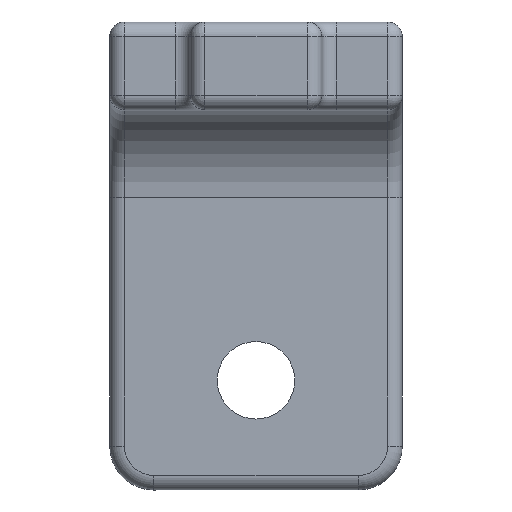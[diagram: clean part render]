
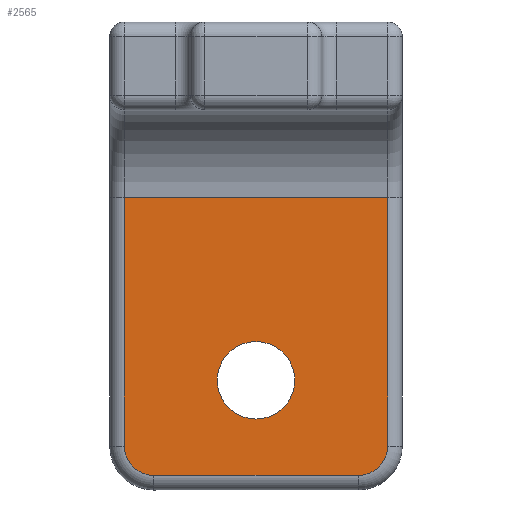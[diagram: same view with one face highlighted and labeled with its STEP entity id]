
A CAD part, front view. The second image highlights one B-rep face of the part: STEP entity #2565.
In plain terms, the highlighted planar face has unit normal (0, -1, 0).
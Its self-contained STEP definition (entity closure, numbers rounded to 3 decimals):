
#229=FACE_BOUND('',#893,.T.);
#241=PLANE('',#2802);
#278=LINE('',#3402,#463);
#305=LINE('',#3526,#490);
#306=LINE('',#3528,#491);
#319=LINE('',#3550,#504);
#463=VECTOR('',#2921,10.);
#490=VECTOR('',#3066,10.);
#491=VECTOR('',#3069,10.);
#504=VECTOR('',#3096,10.);
#735=FACE_OUTER_BOUND('',#892,.T.);
#892=EDGE_LOOP('',(#1918,#1919,#1920,#1921,#1922,#1923));
#893=EDGE_LOOP('',(#1924));
#1018=CIRCLE('',#2701,2.);
#1033=CIRCLE('',#2725,2.);
#1072=CIRCLE('',#2803,2.65);
#1086=VERTEX_POINT('',#3360);
#1087=VERTEX_POINT('',#3362);
#1100=VERTEX_POINT('',#3398);
#1101=VERTEX_POINT('',#3408);
#1102=VERTEX_POINT('',#3409);
#1118=VERTEX_POINT('',#3447);
#1146=VERTEX_POINT('',#3586);
#1334=EDGE_CURVE('',#1086,#1087,#1018,.T.);
#1353=EDGE_CURVE('',#1100,#1086,#278,.T.);
#1357=EDGE_CURVE('',#1101,#1102,#1033,.T.);
#1416=EDGE_CURVE('',#1102,#1118,#305,.T.);
#1417=EDGE_CURVE('',#1118,#1100,#306,.T.);
#1431=EDGE_CURVE('',#1087,#1101,#319,.T.);
#1451=EDGE_CURVE('',#1146,#1146,#1072,.T.);
#1918=ORIENTED_EDGE('',*,*,#1357,.F.);
#1919=ORIENTED_EDGE('',*,*,#1431,.F.);
#1920=ORIENTED_EDGE('',*,*,#1334,.F.);
#1921=ORIENTED_EDGE('',*,*,#1353,.F.);
#1922=ORIENTED_EDGE('',*,*,#1417,.F.);
#1923=ORIENTED_EDGE('',*,*,#1416,.F.);
#1924=ORIENTED_EDGE('',*,*,#1451,.T.);
#2565=ADVANCED_FACE('',(#735,#229),#241,.T.);
#2701=AXIS2_PLACEMENT_3D('',#3363,#2873,#2874);
#2725=AXIS2_PLACEMENT_3D('',#3410,#2929,#2930);
#2802=AXIS2_PLACEMENT_3D('',#3585,#3138,#3139);
#2803=AXIS2_PLACEMENT_3D('',#3587,#3140,#3141);
#2873=DIRECTION('center_axis',(0.,1.,0.));
#2874=DIRECTION('ref_axis',(0.707,0.,-0.707));
#2921=DIRECTION('',(0.,0.,-1.));
#2929=DIRECTION('center_axis',(0.,1.,0.));
#2930=DIRECTION('ref_axis',(-0.707,0.,-0.707));
#3066=DIRECTION('',(0.,0.,1.));
#3069=DIRECTION('',(1.,0.,0.));
#3096=DIRECTION('',(-1.,0.,0.));
#3138=DIRECTION('center_axis',(0.,-1.,0.));
#3139=DIRECTION('ref_axis',(-1.,0.,0.));
#3140=DIRECTION('center_axis',(0.,1.,0.));
#3141=DIRECTION('ref_axis',(1.,0.,0.));
#3360=CARTESIAN_POINT('',(-171.,294.5,-4.5));
#3362=CARTESIAN_POINT('',(-173.,294.5,-6.5));
#3363=CARTESIAN_POINT('Origin',(-173.,294.5,-4.5));
#3398=CARTESIAN_POINT('',(-171.,294.5,12.5));
#3402=CARTESIAN_POINT('',(-171.,294.5,12.5));
#3408=CARTESIAN_POINT('',(-187.,294.5,-6.5));
#3409=CARTESIAN_POINT('',(-189.,294.5,-4.5));
#3410=CARTESIAN_POINT('Origin',(-187.,294.5,-4.5));
#3447=CARTESIAN_POINT('',(-189.,294.5,12.5));
#3526=CARTESIAN_POINT('',(-189.,294.5,12.5));
#3528=CARTESIAN_POINT('',(-175.,294.5,12.5));
#3550=CARTESIAN_POINT('',(-175.,294.5,-6.5));
#3585=CARTESIAN_POINT('Origin',(-170.,294.5,12.5));
#3586=CARTESIAN_POINT('',(-182.65,294.5,0.));
#3587=CARTESIAN_POINT('Origin',(-180.,294.5,0.));
